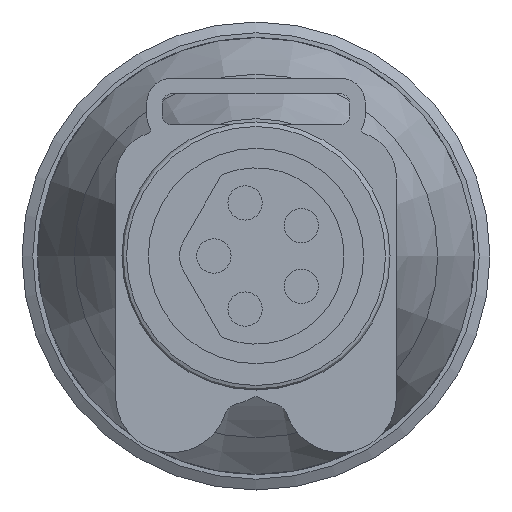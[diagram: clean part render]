
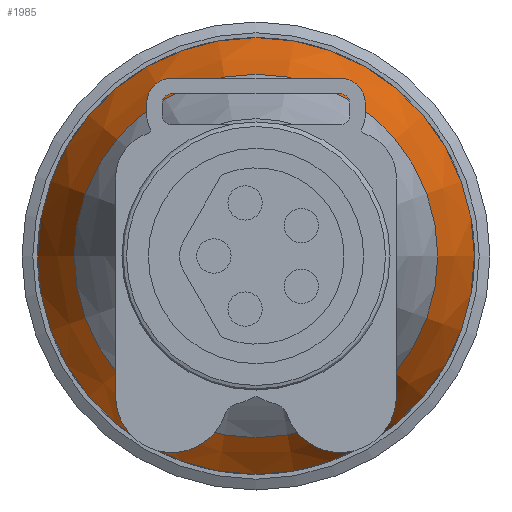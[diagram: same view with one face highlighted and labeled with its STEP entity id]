
A CAD part, front view. The second image highlights one B-rep face of the part: STEP entity #1985.
In plain terms, the highlighted conical face has half-angle 20.807 degrees and reference radius 5.1 mm.
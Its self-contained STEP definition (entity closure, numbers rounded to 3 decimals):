
#520=CONICAL_SURFACE('',#7491,5.1,20.807);
#1985=ADVANCED_FACE('',(#2461,#2462),#520,.T.);
#2461=FACE_BOUND('',#2797,.T.);
#2462=FACE_BOUND('',#2798,.T.);
#2797=EDGE_LOOP('',(#4031));
#2798=EDGE_LOOP('',(#4032));
#4031=ORIENTED_EDGE('',*,*,#6199,.F.);
#4032=ORIENTED_EDGE('',*,*,#6282,.T.);
#5399=VERTEX_POINT('',#11657);
#5458=VERTEX_POINT('',#12102);
#6199=EDGE_CURVE('',#5399,#5399,#6904,.T.);
#6282=EDGE_CURVE('',#5458,#5458,#6933,.T.);
#6904=CIRCLE('',#7433,7.);
#6933=CIRCLE('',#7489,5.1);
#7433=AXIS2_PLACEMENT_3D('',#11656,#8707,#8708);
#7489=AXIS2_PLACEMENT_3D('',#12101,#8845,#8846);
#7491=AXIS2_PLACEMENT_3D('',#12104,#8849,#8850);
#8707=DIRECTION('',(0.,1.,0.));
#8708=DIRECTION('',(-1.,0.,0.));
#8845=DIRECTION('',(0.,1.,0.));
#8846=DIRECTION('',(-1.,0.,0.));
#8849=DIRECTION('',(0.,1.,0.));
#8850=DIRECTION('',(1.,0.,0.));
#11656=CARTESIAN_POINT('',(84.35,96.35,0.));
#11657=CARTESIAN_POINT('',(77.35,96.35,0.));
#12101=CARTESIAN_POINT('',(84.35,91.35,0.));
#12102=CARTESIAN_POINT('',(79.25,91.35,0.));
#12104=CARTESIAN_POINT('',(84.35,91.35,0.));
